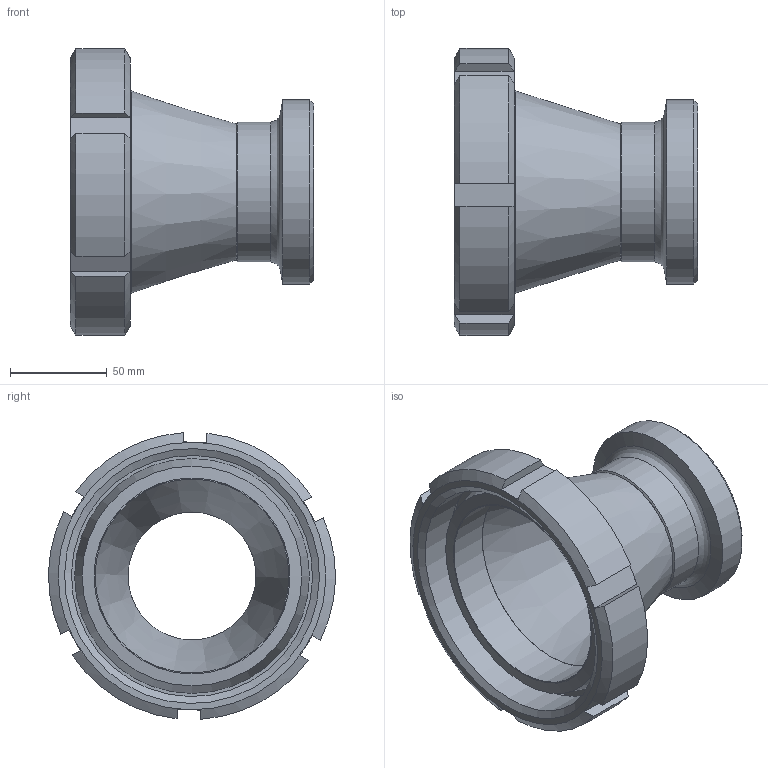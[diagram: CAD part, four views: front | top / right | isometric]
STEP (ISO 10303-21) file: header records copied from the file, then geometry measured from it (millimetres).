
FILE_DESCRIPTION((''),'2;1');
FILE_NAME('26500100X065.stp','2010-08-12T13:53:58',('thilbrands'),(''),'Autodesk Inventor 2008','Autodesk Inventor 2008','');
FILE_SCHEMA(('AUTOMOTIVE_DESIGN { 1 0 10303 214 1 1 1 1 }'));
Length unit declared in the file: millimetre
Products named in the file (5): 265000321025; 114040101-DN100; ENG-007173-DN65; 110000106-DN100; 222000151010-DN100-65
Assembly tree (4 placements, depth 2):
  265000321025
    114040101-DN100
    ENG-007173-DN65
    110000106-DN100
    222000151010-DN100-65
Bounding box: 125.5 x 147.96 x 147.75 mm (x, y, z)
Volume: 276275.3 mm3; surface area: 117711.1 mm2
Topology: 4 solids, 4 shells, 70 faces, 151 edges, 93 vertices
Faces by surface type: plane 30, cone 22, cylinder 16, bspline 2
Full cylindrical faces by diameter (mm): 66 x1, 71 x1, 72 x1, 80.8 x1, 95 x1, 100 x1, 104 x1, 115 x1, 124.29 x1, 130.4 x1
Entity records: 1968 total; most frequent: CARTESIAN_POINT 485, DIRECTION 292, ORIENTED_EDGE 258, AXIS2_PLACEMENT_3D 134, EDGE_CURVE 129, EDGE_LOOP 104, VERTEX_POINT 93, FACE_OUTER_BOUND 70
